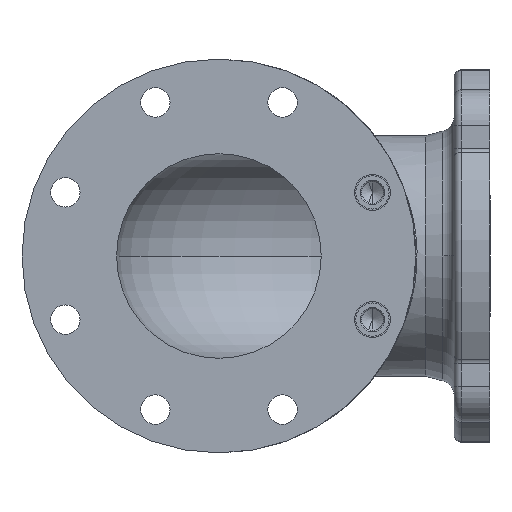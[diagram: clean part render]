
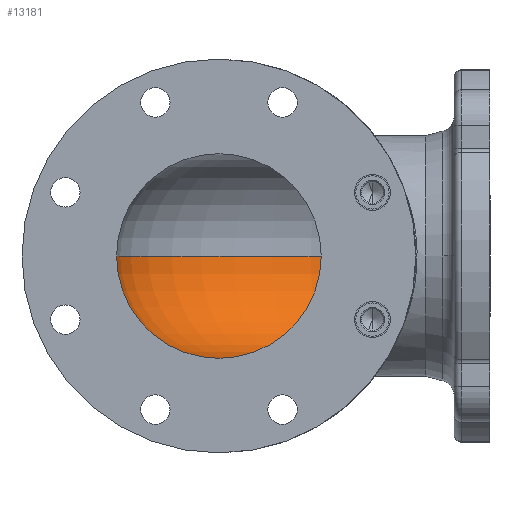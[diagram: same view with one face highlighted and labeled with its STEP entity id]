
A CAD part, front view. The second image highlights one B-rep face of the part: STEP entity #13181.
In plain terms, the highlighted toroidal (fillet/blend) face has major radius 52 mm and minor radius 40 mm.
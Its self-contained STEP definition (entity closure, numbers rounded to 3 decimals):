
#2539 = ORIENTED_EDGE ( 'NONE', *, *, #7040, .F. ) ;
#2561 = ORIENTED_EDGE ( 'NONE', *, *, #7012, .T. ) ;
#2562 = ORIENTED_EDGE ( 'NONE', *, *, #7056, .F. ) ;
#2563 = ORIENTED_EDGE ( 'NONE', *, *, #7029, .T. ) ;
#2564 = ORIENTED_EDGE ( 'NONE', *, *, #7010, .T. ) ;
#2565 = ORIENTED_EDGE ( 'NONE', *, *, #6991, .F. ) ;
#6991 = EDGE_CURVE ( 'NONE', #11394, #11677, #13265, .T. ) ;
#7010 = EDGE_CURVE ( 'NONE', #11916, #11677, #13321, .T. ) ;
#7012 = EDGE_CURVE ( 'NONE', #11678, #11688, #13324, .T. ) ;
#7029 = EDGE_CURVE ( 'NONE', #11688, #11916, #13373, .T. ) ;
#7040 = EDGE_CURVE ( 'NONE', #11902, #11394, #13405, .T. ) ;
#7056 = EDGE_CURVE ( 'NONE', #11678, #11902, #13444, .T. ) ;
#9207 = AXIS2_PLACEMENT_3D ( 'NONE', #23737, #23753, #23755 ) ;
#9212 = AXIS2_PLACEMENT_3D ( 'NONE', #23847, #23862, #23864 ) ;
#9217 = AXIS2_PLACEMENT_3D ( 'NONE', #23868, #23877, #23879 ) ;
#9224 = AXIS2_PLACEMENT_3D ( 'NONE', #23949, #23965, #23966 ) ;
#9228 = AXIS2_PLACEMENT_3D ( 'NONE', #23995, #24019, #24021 ) ;
#9239 = AXIS2_PLACEMENT_3D ( 'NONE', #24107, #24119, #24121 ) ;
#9682 = AXIS2_PLACEMENT_3D ( 'NONE', #16863, #16862, #16865 ) ;
#11394 = VERTEX_POINT ( 'NONE', #19131 ) ;
#11677 = VERTEX_POINT ( 'NONE', #19417 ) ;
#11678 = VERTEX_POINT ( 'NONE', #19418 ) ;
#11688 = VERTEX_POINT ( 'NONE', #19428 ) ;
#11902 = VERTEX_POINT ( 'NONE', #19641 ) ;
#11916 = VERTEX_POINT ( 'NONE', #19655 ) ;
#13181 = ADVANCED_FACE ( 'NONE', ( #26721 ), #26728, .F. ) ;
#13265 = CIRCLE ( 'NONE', #9207, 40. ) ;
#13321 = CIRCLE ( 'NONE', #9212, 92. ) ;
#13324 = CIRCLE ( 'NONE', #9217, 40. ) ;
#13373 = CIRCLE ( 'NONE', #9224, 40. ) ;
#13405 = CIRCLE ( 'NONE', #9228, 40. ) ;
#13444 = CIRCLE ( 'NONE', #9239, 12. ) ;
#16862 = DIRECTION ( 'NONE',  ( 0., 0., 1. ) ) ;
#16863 = CARTESIAN_POINT ( 'NONE',  ( 52., 13., 0. ) ) ;
#16865 = DIRECTION ( 'NONE',  ( 1., 0., 0. ) ) ;
#18186 = EDGE_LOOP ( 'NONE', ( #2563, #2564, #2565, #2539, #2562, #2561 ) ) ;
#19131 = CARTESIAN_POINT ( 'NONE',  ( 0., 13., -40. ) ) ;
#19417 = CARTESIAN_POINT ( 'NONE',  ( -40., 13., 0. ) ) ;
#19418 = CARTESIAN_POINT ( 'NONE',  ( 52., 25., 0. ) ) ;
#19428 = CARTESIAN_POINT ( 'NONE',  ( 52., 65., -40. ) ) ;
#19641 = CARTESIAN_POINT ( 'NONE',  ( 40., 13., 0. ) ) ;
#19655 = CARTESIAN_POINT ( 'NONE',  ( 52., 105., 0. ) ) ;
#23737 = CARTESIAN_POINT ( 'NONE',  ( 0., 13., 0. ) ) ;
#23753 = DIRECTION ( 'NONE',  ( 0., 1., 0. ) ) ;
#23755 = DIRECTION ( 'NONE',  ( -1., 0., 0. ) ) ;
#23847 = CARTESIAN_POINT ( 'NONE',  ( 52., 13., 0. ) ) ;
#23862 = DIRECTION ( 'NONE',  ( 0., 0., 1. ) ) ;
#23864 = DIRECTION ( 'NONE',  ( 1., 0., 0. ) ) ;
#23868 = CARTESIAN_POINT ( 'NONE',  ( 52., 65., 0. ) ) ;
#23877 = DIRECTION ( 'NONE',  ( 1., 0., 0. ) ) ;
#23879 = DIRECTION ( 'NONE',  ( 0., 1., 0. ) ) ;
#23949 = CARTESIAN_POINT ( 'NONE',  ( 52., 65., 0. ) ) ;
#23965 = DIRECTION ( 'NONE',  ( 1., 0., 0. ) ) ;
#23966 = DIRECTION ( 'NONE',  ( 0., 1., 0. ) ) ;
#23995 = CARTESIAN_POINT ( 'NONE',  ( 0., 13., 0. ) ) ;
#24019 = DIRECTION ( 'NONE',  ( 0., 1., 0. ) ) ;
#24021 = DIRECTION ( 'NONE',  ( -1., 0., 0. ) ) ;
#24107 = CARTESIAN_POINT ( 'NONE',  ( 52., 13., 0. ) ) ;
#24119 = DIRECTION ( 'NONE',  ( 0., 0., 1. ) ) ;
#24121 = DIRECTION ( 'NONE',  ( 1., 0., 0. ) ) ;
#26721 = FACE_OUTER_BOUND ( 'NONE', #18186, .T. ) ;
#26728 = TOROIDAL_SURFACE ( 'NONE', #9682, 52., 40. ) ;
